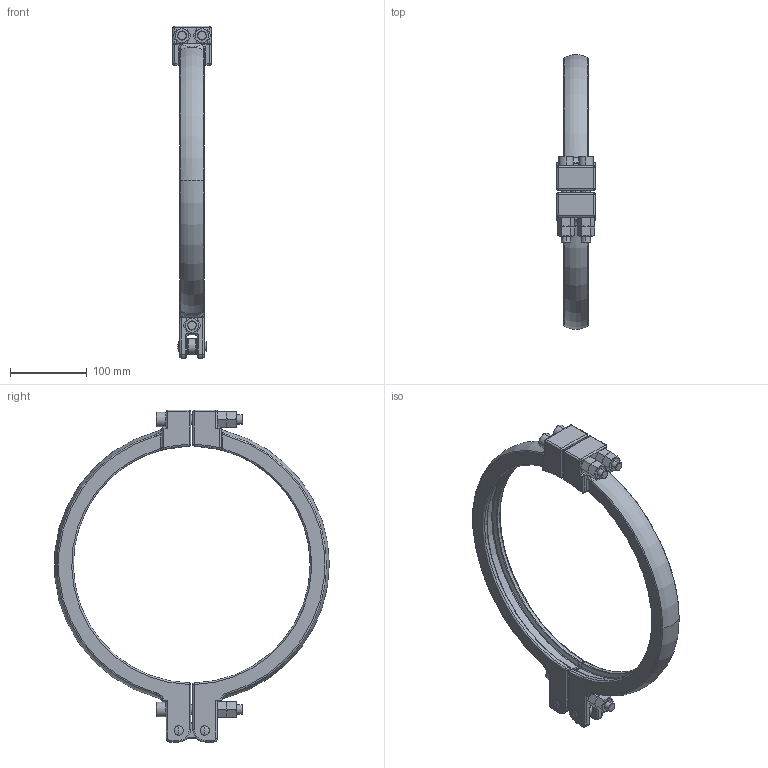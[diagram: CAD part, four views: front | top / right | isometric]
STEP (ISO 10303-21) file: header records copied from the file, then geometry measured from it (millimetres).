
FILE_DESCRIPTION (( 'STEP AP214' ), '1' );
FILE_NAME ('CL.AS8.1200 BLOCK.STEP', '2019-04-16T08:03:56', ( '' ), ( '' ), 'SwSTEP 2.0', 'SolidWorks 2019', '' );
FILE_SCHEMA (( 'AUTOMOTIVE_DESIGN' ));
Length unit declared in the file: millimetre
Products named in the file (1): CL.AS8.1200 BLOCK
Bounding box: 50 x 358.24 x 433 mm (x, y, z)
Volume: 919958.8 mm3; surface area: 178346.3 mm2
Topology: 4 solids, 4 shells, 492 faces, 1162 edges, 679 vertices
Faces by surface type: cylinder 164, plane 125, cone 54, torus 53, bspline 52, sphere 44
Entity records: 16291 total; most frequent: CARTESIAN_POINT 5164, DIRECTION 2416, ORIENTED_EDGE 2284, EDGE_CURVE 1142, AXIS2_PLACEMENT_3D 991, VERTEX_POINT 679, CIRCLE 550, EDGE_LOOP 529
